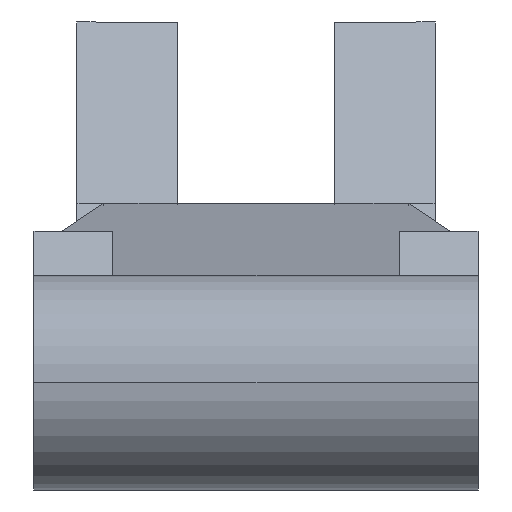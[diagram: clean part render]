
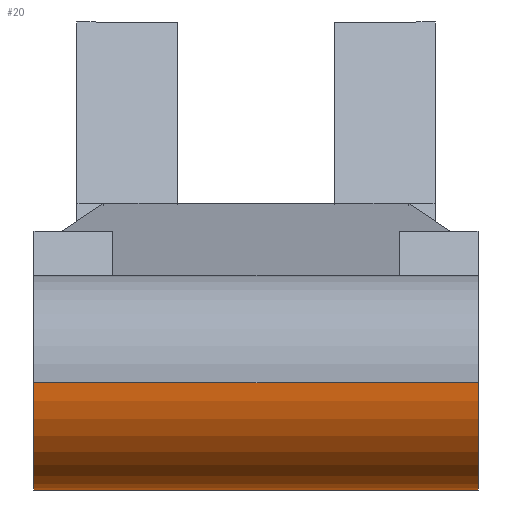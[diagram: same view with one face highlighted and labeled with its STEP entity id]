
A CAD part, left-side view. The second image highlights one B-rep face of the part: STEP entity #20.
In plain terms, the highlighted cylindrical face has radius 3 mm (diameter 6 mm), a partial arc.
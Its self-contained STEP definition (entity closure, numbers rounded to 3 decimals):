
#9 = DIRECTION ( 'NONE',  ( 0., -1., 0. ) ) ;
#20 = ADVANCED_FACE ( 'NONE', ( #1737 ), #1181, .T. ) ;
#75 = LINE ( 'NONE', #1692, #1503 ) ;
#85 = EDGE_LOOP ( 'NONE', ( #1064, #1154, #1342, #1750 ) ) ;
#97 = CARTESIAN_POINT ( 'NONE',  ( 0., -9.4, 0. ) ) ;
#305 = DIRECTION ( 'NONE',  ( 0., 1., 0. ) ) ;
#313 = LINE ( 'NONE', #852, #842 ) ;
#410 = CARTESIAN_POINT ( 'NONE',  ( 0., -9.4, 3. ) ) ;
#439 = VERTEX_POINT ( 'NONE', #1450 ) ;
#549 = CARTESIAN_POINT ( 'NONE',  ( -3., 3., 3. ) ) ;
#563 = VERTEX_POINT ( 'NONE', #97 ) ;
#737 = CARTESIAN_POINT ( 'NONE',  ( 0., 3., 3. ) ) ;
#842 = VECTOR ( 'NONE', #9, 1000. ) ;
#852 = CARTESIAN_POINT ( 'NONE',  ( 0., 3., 0. ) ) ;
#866 = DIRECTION ( 'NONE',  ( 0., 1., 0. ) ) ;
#937 = DIRECTION ( 'NONE',  ( 0., -1., 0. ) ) ;
#1006 = EDGE_CURVE ( 'NONE', #1420, #563, #313, .T. ) ;
#1024 = DIRECTION ( 'NONE',  ( -1., 0., 0. ) ) ;
#1064 = ORIENTED_EDGE ( 'NONE', *, *, #1702, .F. ) ;
#1148 = DIRECTION ( 'NONE',  ( 1., 0., 0. ) ) ;
#1154 = ORIENTED_EDGE ( 'NONE', *, *, #1762, .F. ) ;
#1181 = CYLINDRICAL_SURFACE ( 'NONE', #1497, 3. ) ;
#1319 = DIRECTION ( 'NONE',  ( 0., -1., 0. ) ) ;
#1342 = ORIENTED_EDGE ( 'NONE', *, *, #1006, .T. ) ;
#1354 = CIRCLE ( 'NONE', #1562, 3. ) ;
#1420 = VERTEX_POINT ( 'NONE', #1578 ) ;
#1450 = CARTESIAN_POINT ( 'NONE',  ( -3., -9.4, 3. ) ) ;
#1478 = CARTESIAN_POINT ( 'NONE',  ( 0., 3., 3. ) ) ;
#1497 = AXIS2_PLACEMENT_3D ( 'NONE', #1478, #1319, #1024 ) ;
#1503 = VECTOR ( 'NONE', #937, 1000. ) ;
#1532 = AXIS2_PLACEMENT_3D ( 'NONE', #737, #305, #1845 ) ;
#1562 = AXIS2_PLACEMENT_3D ( 'NONE', #410, #866, #1148 ) ;
#1578 = CARTESIAN_POINT ( 'NONE',  ( 0., 3., 0. ) ) ;
#1692 = CARTESIAN_POINT ( 'NONE',  ( -3., 3., 3. ) ) ;
#1698 = VERTEX_POINT ( 'NONE', #549 ) ;
#1702 = EDGE_CURVE ( 'NONE', #1698, #439, #75, .T. ) ;
#1737 = FACE_OUTER_BOUND ( 'NONE', #85, .T. ) ;
#1750 = ORIENTED_EDGE ( 'NONE', *, *, #1854, .T. ) ;
#1762 = EDGE_CURVE ( 'NONE', #1420, #1698, #1866, .T. ) ;
#1845 = DIRECTION ( 'NONE',  ( 1., 0., 0. ) ) ;
#1854 = EDGE_CURVE ( 'NONE', #563, #439, #1354, .T. ) ;
#1866 = CIRCLE ( 'NONE', #1532, 3. ) ;
